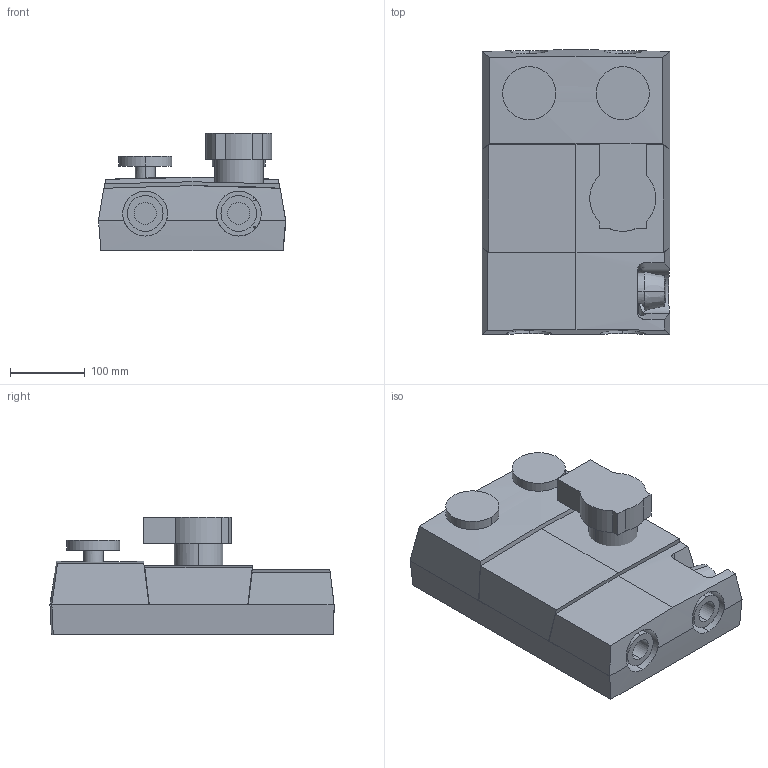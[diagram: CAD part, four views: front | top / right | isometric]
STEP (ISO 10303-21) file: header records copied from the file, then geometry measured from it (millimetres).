
FILE_DESCRIPTION (( 'STEP AP214' ), '1' );
FILE_NAME ('61021200 GFA DN32 W.STEP', '2021-12-27T13:17:32', ( '' ), ( '' ), 'SwSTEP 2.0', 'SolidWorks 2021', '' );
FILE_SCHEMA (( 'AUTOMOTIVE_DESIGN' ));
Length unit declared in the file: millimetre
Products named in the file (1): 61021200 GFA DN32 W
Bounding box: 250 x 379.43 x 157.1 mm (x, y, z)
Volume: 8665032 mm3; surface area: 484997.3 mm2
Topology: 4 solids, 4 shells, 160 faces, 430 edges, 283 vertices
Faces by surface type: cylinder 83, plane 68, torus 3, sphere 2, cone 2, bspline 2
Entity records: 6407 total; most frequent: CARTESIAN_POINT 1940, ORIENTED_EDGE 860, DIRECTION 827, EDGE_CURVE 430, AXIS2_PLACEMENT_3D 306, VERTEX_POINT 283, LINE 215, VECTOR 215
